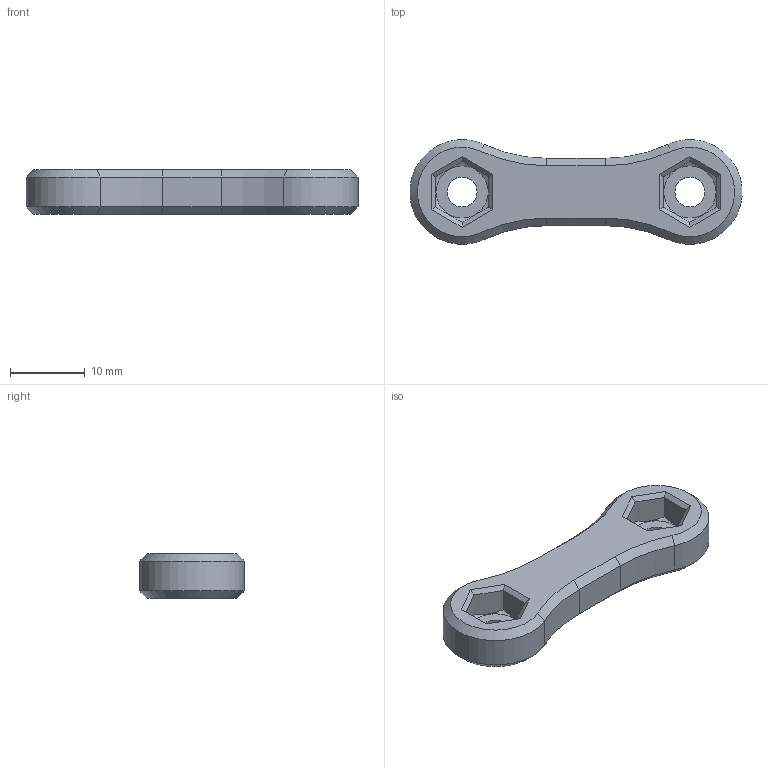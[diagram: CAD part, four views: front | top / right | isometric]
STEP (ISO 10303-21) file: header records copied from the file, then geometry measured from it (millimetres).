
FILE_DESCRIPTION(/* description */ (''),/* implementation_level */ '2;1');
FILE_NAME(/* name */ 'PitClamp Mini Dogbone Nuts 29.5mm.step',/* time_stamp */ '2024-08-17T02:14:39-04:00',/* author */ (''),/* organization */ (''),/* preprocessor_version */ 'ST-DEVELOPER v20',/* originating_system */ 'Autodesk Translation Framework v13.14.0.145',/* authorisation */ '');
FILE_SCHEMA (('AUTOMOTIVE_DESIGN { 1 0 10303 214 3 1 1 }'));
Length unit declared in the file: millimetre
Products named in the file (1): PitClamp Mini Dogbone Nuts 29.5mm
Bounding box: 44.45 x 13.95 x 6 mm (x, y, z)
Volume: 2340 mm3; surface area: 1640.8 mm2
Topology: 1 solids, 1 shells, 56 faces, 126 edges, 74 vertices
Faces by surface type: plane 34, cone 14, cylinder 8
Full cylindrical faces by diameter (mm): 4 x2
Entity records: 1556 total; most frequent: CARTESIAN_POINT 281, DIRECTION 258, ORIENTED_EDGE 252, EDGE_CURVE 126, AXIS2_PLACEMENT_3D 87, LINE 84, VECTOR 84, VERTEX_POINT 74
